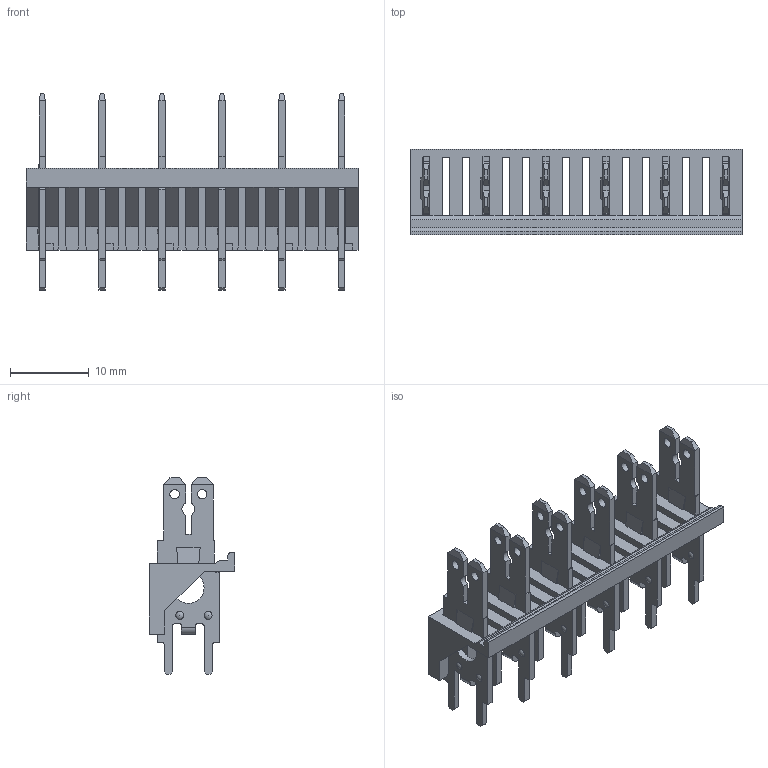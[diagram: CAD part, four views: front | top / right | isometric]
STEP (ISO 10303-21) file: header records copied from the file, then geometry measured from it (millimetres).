
FILE_DESCRIPTION(/* description */ ('Unknown'),/* implementation_level */ '2;1');
FILE_NAME(/* name */ 'J_Wurth_WR-FAST_638307222006',/* time_stamp */ '2025-06-19T16:33:19+08:00',/* author */ ('Unknown'),/* organization */ ('Unknown'),/* preprocessor_version */ 'ST-DEVELOPER v19.4',/* originating_system */ 'Solid Edge',/* authorisation */ 'Unknown');
FILE_SCHEMA (('AUTOMOTIVE_DESIGN {1 0 10303 214 3 1 1}'));
Length unit declared in the file: millimetre
Products named in the file (2): J_Wurth_WR-FAST_638307222006
Assembly tree (1 placements, depth 2):
  J_Wurth_WR-FAST_638307222006
    J_Wurth_WR-FAST_638307222006
Bounding box: 42.22 x 10.9 x 25 mm (x, y, z)
Volume: 1965.9 mm3; surface area: 4538.2 mm2
Topology: 1 solids, 1 shells, 586 faces, 1714 edges, 1098 vertices
Faces by surface type: plane 441, cylinder 109, cone 24, torus 12
Full cylindrical faces by diameter (mm): 1.2 x12, 4 x6
Entity records: 22917 total; most frequent: CARTESIAN_POINT 3310, ORIENTED_EDGE 3284, DIRECTION 3060, EDGE_CURVE 1642, LINE 1400, VECTOR 1400, VERTEX_POINT 1080, AXIS2_PLACEMENT_3D 830
